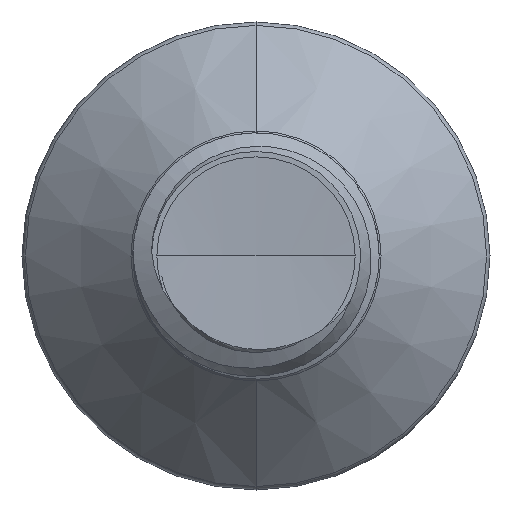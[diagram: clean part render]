
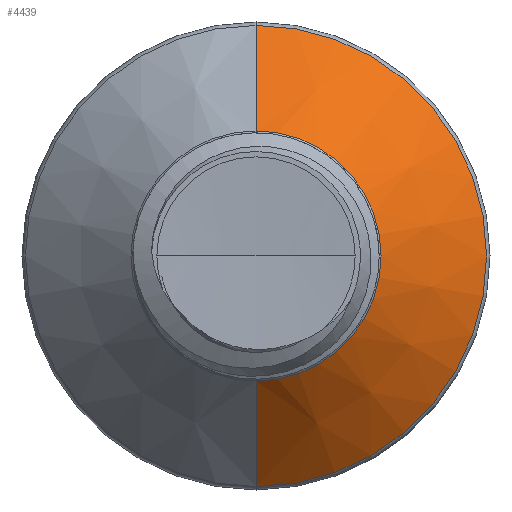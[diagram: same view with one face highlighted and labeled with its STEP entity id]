
A CAD part, front view. The second image highlights one B-rep face of the part: STEP entity #4439.
In plain terms, the highlighted conical face has half-angle 45 degrees and reference radius 1.016 mm.
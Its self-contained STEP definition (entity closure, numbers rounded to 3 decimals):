
#469 = VERTEX_POINT ( 'NONE', #6600 ) ;
#595 = EDGE_LOOP ( 'NONE', ( #5643, #9496, #1142, #8236 ) ) ;
#754 = LINE ( 'NONE', #8111, #2437 ) ;
#1142 = ORIENTED_EDGE ( 'NONE', *, *, #3863, .F. ) ;
#1203 = CARTESIAN_POINT ( 'NONE',  ( 0., 1.989, 1.016 ) ) ;
#1682 = VERTEX_POINT ( 'NONE', #5060 ) ;
#2050 = CARTESIAN_POINT ( 'NONE',  ( 0., 2.845, -1.872 ) ) ;
#2192 = CARTESIAN_POINT ( 'NONE',  ( 0., 2.845, 0. ) ) ;
#2339 = CARTESIAN_POINT ( 'NONE',  ( 0., 1.989, 0. ) ) ;
#2414 = DIRECTION ( 'NONE',  ( 0., 1., 0. ) ) ;
#2437 = VECTOR ( 'NONE', #3988, 1000. ) ;
#2625 = VERTEX_POINT ( 'NONE', #2050 ) ;
#2626 = DIRECTION ( 'NONE',  ( 0., 0., 1. ) ) ;
#2746 = VERTEX_POINT ( 'NONE', #1203 ) ;
#2931 = AXIS2_PLACEMENT_3D ( 'NONE', #7567, #2414, #2626 ) ;
#3026 = DIRECTION ( 'NONE',  ( 0., 0., 1. ) ) ;
#3172 = DIRECTION ( 'NONE',  ( 0., 0., 1. ) ) ;
#3863 = EDGE_CURVE ( 'NONE', #1682, #2625, #5746, .T. ) ;
#3988 = DIRECTION ( 'NONE',  ( 0., 0.707, 0.707 ) ) ;
#4088 = EDGE_CURVE ( 'NONE', #2746, #469, #5999, .T. ) ;
#4439 = ADVANCED_FACE ( 'NONE', ( #9357 ), #6908, .T. ) ;
#5060 = CARTESIAN_POINT ( 'NONE',  ( 0., 2.845, 1.872 ) ) ;
#5138 = LINE ( 'NONE', #8759, #9527 ) ;
#5643 = ORIENTED_EDGE ( 'NONE', *, *, #4088, .T. ) ;
#5746 = CIRCLE ( 'NONE', #6458, 1.872 ) ;
#5999 = CIRCLE ( 'NONE', #8669, 1.016 ) ;
#6458 = AXIS2_PLACEMENT_3D ( 'NONE', #2192, #7961, #3026 ) ;
#6600 = CARTESIAN_POINT ( 'NONE',  ( 0., 1.989, -1.016 ) ) ;
#6908 = CONICAL_SURFACE ( 'NONE', #2931, 1.016, 0.785 ) ;
#7100 = DIRECTION ( 'NONE',  ( 0., 0.707, -0.707 ) ) ;
#7567 = CARTESIAN_POINT ( 'NONE',  ( 0., 1.989, 0. ) ) ;
#7961 = DIRECTION ( 'NONE',  ( 0., 1., 0. ) ) ;
#8111 = CARTESIAN_POINT ( 'NONE',  ( 0., 1.989, 1.016 ) ) ;
#8113 = DIRECTION ( 'NONE',  ( 0., 1., 0. ) ) ;
#8236 = ORIENTED_EDGE ( 'NONE', *, *, #9966, .F. ) ;
#8669 = AXIS2_PLACEMENT_3D ( 'NONE', #2339, #8113, #3172 ) ;
#8759 = CARTESIAN_POINT ( 'NONE',  ( 0., 1.989, -1.016 ) ) ;
#9357 = FACE_OUTER_BOUND ( 'NONE', #595, .T. ) ;
#9496 = ORIENTED_EDGE ( 'NONE', *, *, #9610, .T. ) ;
#9527 = VECTOR ( 'NONE', #7100, 1000. ) ;
#9610 = EDGE_CURVE ( 'NONE', #469, #2625, #5138, .T. ) ;
#9966 = EDGE_CURVE ( 'NONE', #2746, #1682, #754, .T. ) ;
